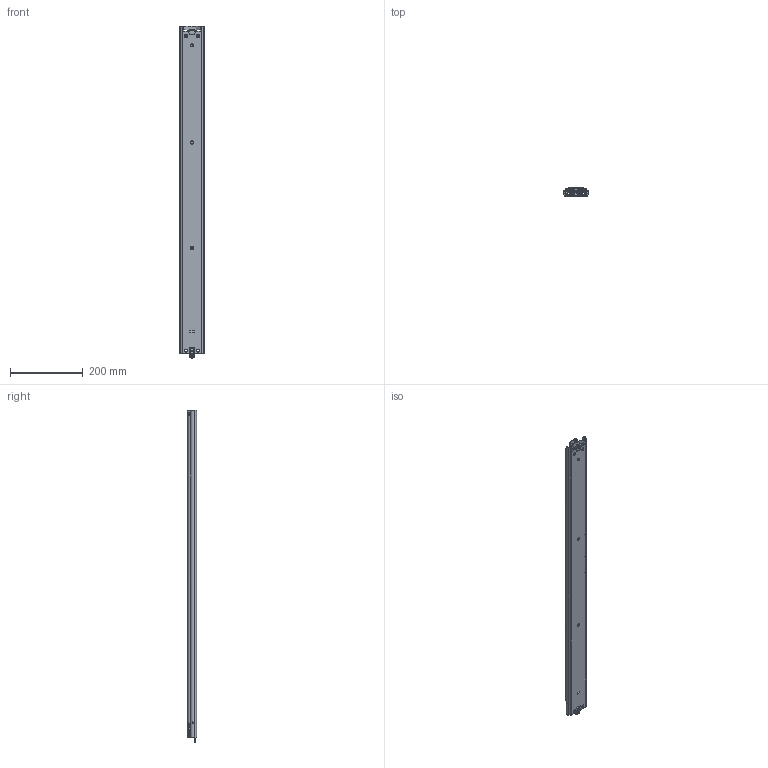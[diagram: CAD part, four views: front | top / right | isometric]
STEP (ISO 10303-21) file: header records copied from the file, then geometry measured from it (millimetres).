
FILE_DESCRIPTION(/* description */ ('CONDOR 900.0 / 1350 (25.1mm)'),/* implementation_level */ '2;1');
FILE_NAME(/* name */ '111-M38_01_in.stp',/* time_stamp */ '2024-05-14T09:44:07+02:00',/* author */ ('m.meijers'),/* organization */ (''),/* preprocessor_version */ 'ST-DEVELOPER v18.1',/* originating_system */ 'Autodesk Inventor 2022',/* authorisation */ '');
FILE_SCHEMA (('AUTOMOTIVE_DESIGN { 1 0 10303 214 3 1 1 }'));
Products named in the file (23): 111-M38; 111-M38_1; 111-M38_2; 111-M38_3; 111-M38_4; 111-M38_5; 111-M38_6; 111-M38_7; 111-M38_8; 111-M38_9; 111-M38_10; 111-M38_11; 111-M38_12; 111-M38_13; 111-M38_14; 111-M38_15; 111-M38_16; 111-M38_17; 111-M38_18; 921587; 921615; 921614; 922063
Assembly tree (162 placements, depth 4):
  111-M38
    111-M38_2
    111-M38_1
      111-M38_2
      111-M38_3
    111-M38_4
      111-M38_5
      111-M38_6  x44
    111-M38_7
      111-M38_8
    111-M38_9
      111-M38_10
      111-M38_11  x50
    111-M38_12
      111-M38_13
    111-M38_14
      111-M38_15
      111-M38_16  x48
    111-M38_17
      111-M38_18
      921587
      921615
        921614
        922063
Bounding box: 70.9 x 25.16 x 912.2 mm (x, y, z)
Volume: 563659.3 mm3; surface area: 695202.2 mm2
Topology: 152 solids, 152 shells, 3386 faces, 9926 edges, 6542 vertices
Faces by surface type: plane 1735, cylinder 1389, sphere 146, cone 62, bspline 40, torus 14
Full cylindrical faces by diameter (mm): 2 x1, 4.5 x1, 8 x5, 11 x2, 12 x1
Entity records: 115730 total; most frequent: CARTESIAN_POINT 25338, ORIENTED_EDGE 19006, DIRECTION 18948, EDGE_CURVE 9503, AXIS2_PLACEMENT_3D 6386, VERTEX_POINT 6264, LINE 6176, VECTOR 6176
